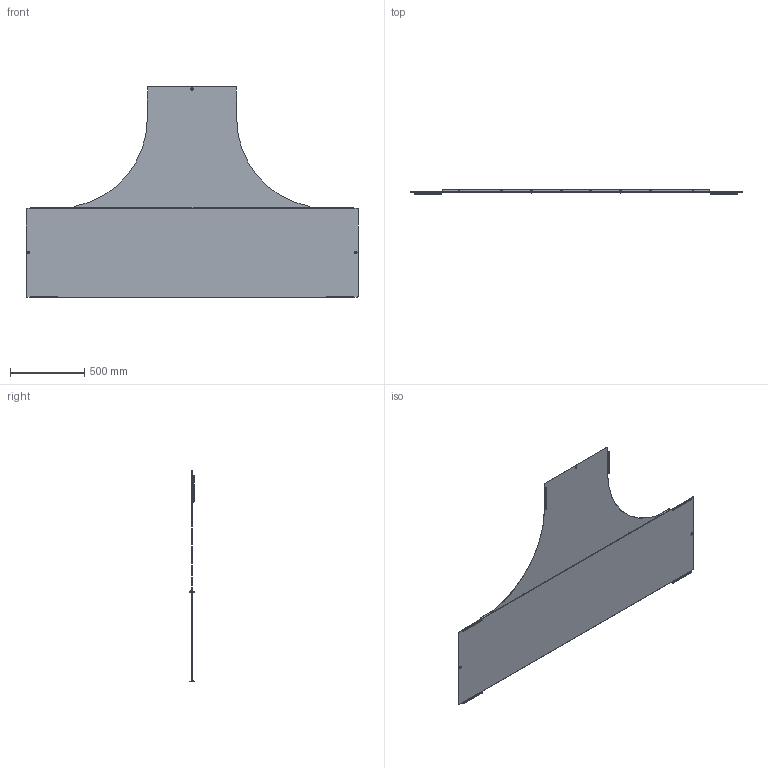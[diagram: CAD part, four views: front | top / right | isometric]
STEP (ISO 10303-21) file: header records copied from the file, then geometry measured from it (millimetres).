
FILE_DESCRIPTION (( 'STEP AP203' ), '1' );
FILE_NAME ('ÊÈÂÀ 195.00.26 ÂÎ Êðûøêà ðàçâåòâèòåëÿ ò-îáð. LESTA R600_04.step', '2022-01-27T11:01:03', ( '' ), ( '' ), 'SwSTEP 2.0', 'SolidWorks 2017', '' );
FILE_SCHEMA (( 'CONFIG_CONTROL_DESIGN' ));
Length unit declared in the file: millimetre
Products named in the file (5): hex flange bolt_din_DIN 6921 - M5 x 12 x 12-N; ÊÈÂÀ 195.00.26 ÂÎ Êðûøêà ðàçâåòâèòåëÿ ò-îáð. LESTA R600_04; hex flange nut_din_Hexagon Flange Nut DIN 6923 - M5 - N; ÊÈÂÀ 195.00.26.02 Êðûøêà ðàçâåòâèòåëÿ ò-îáð. LESTA R600-01_-09; ÊÈÂÀ 195.00.26.01 Êðûøêà ðàçâåòâèòåëÿ ò-îáð. LESTA R600-01_-04.1
Assembly tree (14 placements, depth 2):
  ÊÈÂÀ 195.00.26 ÂÎ Êðûøêà ðàçâåòâèòåëÿ ò-îáð. LESTA R600_04
    ÊÈÂÀ 195.00.26.01 Êðûøêà ðàçâåòâèòåëÿ ò-îáð. LESTA R600-01_-04.1
    ÊÈÂÀ 195.00.26.02 Êðûøêà ðàçâåòâèòåëÿ ò-îáð. LESTA R600-01_-09
    hex flange bolt_din_DIN 6921 - M5 x 12 x 12-N  x6
    hex flange nut_din_Hexagon Flange Nut DIN 6923 - M5 - N  x6
Bounding box: 2234 x 29.41 x 1418.2 mm (x, y, z)
Volume: 2493194.5 mm3; surface area: 4165146.9 mm2
Topology: 14 solids, 14 shells, 771 faces, 1756 edges, 1016 vertices
Faces by surface type: plane 291, cylinder 190, cone 144, bspline 98, torus 48
Entity records: 15401 total; most frequent: CARTESIAN_POINT 4023, DIRECTION 2230, ORIENTED_EDGE 2192, EDGE_CURVE 1096, AXIS2_PLACEMENT_3D 857, VERTEX_POINT 636, EDGE_LOOP 520, VECTOR 516
